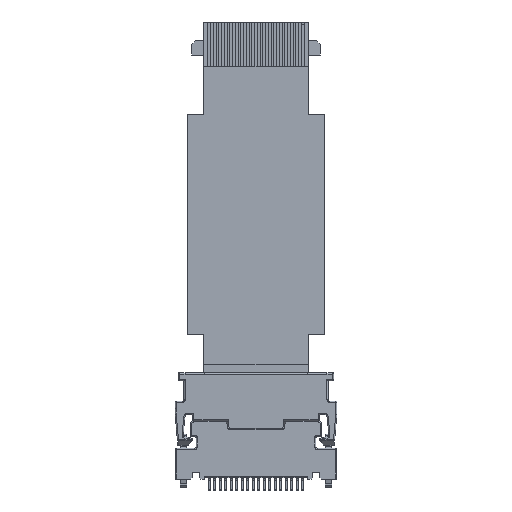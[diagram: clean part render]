
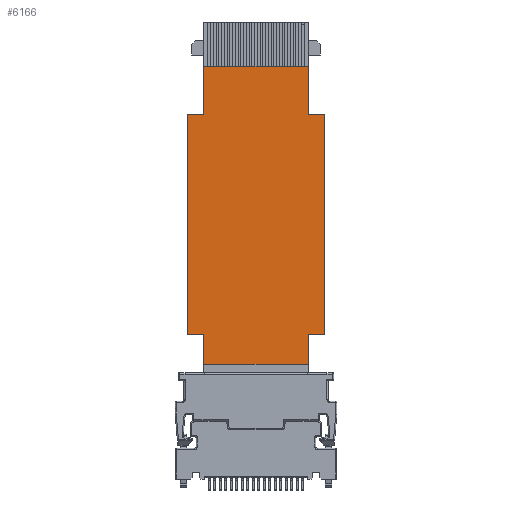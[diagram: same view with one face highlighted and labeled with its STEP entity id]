
A CAD part, top view. The second image highlights one B-rep face of the part: STEP entity #6166.
In plain terms, the highlighted face is planar.
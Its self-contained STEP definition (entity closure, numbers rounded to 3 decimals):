
#605 = EDGE_CURVE ( 'NONE', #24431, #3224, #38592, .T. ) ;
#756 = EDGE_CURVE ( 'NONE', #26185, #40557, #22677, .T. ) ;
#770 = CARTESIAN_POINT ( 'NONE',  ( 10., 13.5, 0. ) ) ;
#1343 = ORIENTED_EDGE ( 'NONE', *, *, #25907, .T. ) ;
#2473 = LINE ( 'NONE', #11368, #29387 ) ;
#2679 = EDGE_CURVE ( 'NONE', #38238, #29551, #22691, .T. ) ;
#2809 = CARTESIAN_POINT ( 'NONE',  ( 10., 2.49, 0. ) ) ;
#3090 = EDGE_CURVE ( 'NONE', #24431, #42140, #27450, .T. ) ;
#3224 = VERTEX_POINT ( 'NONE', #31122 ) ;
#4161 = VERTEX_POINT ( 'NONE', #33550 ) ;
#4289 = ORIENTED_EDGE ( 'NONE', *, *, #35656, .F. ) ;
#4325 = EDGE_CURVE ( 'NONE', #19227, #38238, #9313, .T. ) ;
#4426 = EDGE_CURVE ( 'NONE', #29551, #32780, #2473, .T. ) ;
#4804 = DIRECTION ( 'NONE',  ( 1., 0., 0. ) ) ;
#4829 = LINE ( 'NONE', #34294, #12730 ) ;
#5923 = ORIENTED_EDGE ( 'NONE', *, *, #15753, .T. ) ;
#6166 = ADVANCED_FACE ( 'NONE', ( #27630 ), #25060, .F. ) ;
#6190 = CIRCLE ( 'NONE', #18601, 0.1 ) ;
#6678 = VERTEX_POINT ( 'NONE', #15096 ) ;
#7743 = CARTESIAN_POINT ( 'NONE',  ( -21.9, 12.01, 0. ) ) ;
#8320 = CARTESIAN_POINT ( 'NONE',  ( -10., 12.01, 0. ) ) ;
#8409 = CARTESIAN_POINT ( 'NONE',  ( -10., 1., 0. ) ) ;
#9313 = LINE ( 'NONE', #38130, #20914 ) ;
#10767 = LINE ( 'NONE', #7743, #28739 ) ;
#11213 = DIRECTION ( 'NONE',  ( -1., 0., 0. ) ) ;
#11317 = ORIENTED_EDGE ( 'NONE', *, *, #15570, .T. ) ;
#11368 = CARTESIAN_POINT ( 'NONE',  ( -21.9, 2.49, 0. ) ) ;
#11555 = DIRECTION ( 'NONE',  ( 1., 0., 0. ) ) ;
#11721 = ORIENTED_EDGE ( 'NONE', *, *, #14116, .T. ) ;
#12730 = VECTOR ( 'NONE', #41386, 1000. ) ;
#12767 = LINE ( 'NONE', #770, #30194 ) ;
#13046 = VECTOR ( 'NONE', #11213, 1000. ) ;
#13341 = LINE ( 'NONE', #43705, #25510 ) ;
#13415 = CARTESIAN_POINT ( 'NONE',  ( 10., 12., 0. ) ) ;
#13644 = DIRECTION ( 'NONE',  ( 0., 0., -1. ) ) ;
#14116 = EDGE_CURVE ( 'NONE', #36596, #19227, #32249, .T. ) ;
#14760 = DIRECTION ( 'NONE',  ( -1., 0., 0. ) ) ;
#15096 = CARTESIAN_POINT ( 'NONE',  ( 14.4, 2.49, 0. ) ) ;
#15570 = EDGE_CURVE ( 'NONE', #26185, #42643, #20463, .T. ) ;
#15753 = EDGE_CURVE ( 'NONE', #32780, #40557, #6190, .T. ) ;
#16979 = CARTESIAN_POINT ( 'NONE',  ( -21.9, 11.91, 0. ) ) ;
#18601 = AXIS2_PLACEMENT_3D ( 'NONE', #24728, #13644, #34777 ) ;
#19002 = VECTOR ( 'NONE', #24353, 1000. ) ;
#19037 = EDGE_CURVE ( 'NONE', #6678, #42140, #13341, .T. ) ;
#19227 = VERTEX_POINT ( 'NONE', #37531 ) ;
#20080 = DIRECTION ( 'NONE',  ( 0., 1., 0. ) ) ;
#20463 = CIRCLE ( 'NONE', #42656, 0.1 ) ;
#20914 = VECTOR ( 'NONE', #14760, 1000. ) ;
#22172 = ORIENTED_EDGE ( 'NONE', *, *, #756, .F. ) ;
#22227 = AXIS2_PLACEMENT_3D ( 'NONE', #42467, #25348, #25207 ) ;
#22677 = LINE ( 'NONE', #34376, #19002 ) ;
#22691 = LINE ( 'NONE', #8409, #28001 ) ;
#22974 = CARTESIAN_POINT ( 'NONE',  ( -10., 2.49, 0. ) ) ;
#24353 = DIRECTION ( 'NONE',  ( 0., -1., 0. ) ) ;
#24431 = VERTEX_POINT ( 'NONE', #27045 ) ;
#24641 = EDGE_CURVE ( 'NONE', #6678, #36596, #39993, .T. ) ;
#24728 = CARTESIAN_POINT ( 'NONE',  ( -21.8, 2.59, 0. ) ) ;
#25060 = PLANE ( 'NONE',  #22227 ) ;
#25207 = DIRECTION ( 'NONE',  ( 1., 0., 0. ) ) ;
#25348 = DIRECTION ( 'NONE',  ( 0., 0., 1. ) ) ;
#25357 = ORIENTED_EDGE ( 'NONE', *, *, #4325, .T. ) ;
#25510 = VECTOR ( 'NONE', #20080, 1000. ) ;
#25907 = EDGE_CURVE ( 'NONE', #42643, #25978, #10767, .T. ) ;
#25978 = VERTEX_POINT ( 'NONE', #8320 ) ;
#26158 = ORIENTED_EDGE ( 'NONE', *, *, #605, .F. ) ;
#26185 = VERTEX_POINT ( 'NONE', #16979 ) ;
#27045 = CARTESIAN_POINT ( 'NONE',  ( 10., 12.01, 0. ) ) ;
#27450 = LINE ( 'NONE', #30687, #36425 ) ;
#27630 = FACE_OUTER_BOUND ( 'NONE', #35430, .T. ) ;
#27667 = EDGE_CURVE ( 'NONE', #3224, #4161, #12767, .T. ) ;
#28001 = VECTOR ( 'NONE', #35276, 1000. ) ;
#28056 = CARTESIAN_POINT ( 'NONE',  ( 14.4, 2.49, 0. ) ) ;
#28739 = VECTOR ( 'NONE', #4804, 1000. ) ;
#28798 = ORIENTED_EDGE ( 'NONE', *, *, #2679, .T. ) ;
#28838 = CARTESIAN_POINT ( 'NONE',  ( -21.8, 11.91, 0. ) ) ;
#29387 = VECTOR ( 'NONE', #35135, 1000. ) ;
#29551 = VERTEX_POINT ( 'NONE', #22974 ) ;
#29584 = VECTOR ( 'NONE', #37063, 1000. ) ;
#30194 = VECTOR ( 'NONE', #41634, 1000. ) ;
#30687 = CARTESIAN_POINT ( 'NONE',  ( 14.4, 12.01, 0. ) ) ;
#31122 = CARTESIAN_POINT ( 'NONE',  ( 10., 13.5, 0. ) ) ;
#31936 = DIRECTION ( 'NONE',  ( 0., 0., -1. ) ) ;
#32249 = LINE ( 'NONE', #39386, #36488 ) ;
#32356 = ORIENTED_EDGE ( 'NONE', *, *, #4426, .T. ) ;
#32780 = VERTEX_POINT ( 'NONE', #41262 ) ;
#33550 = CARTESIAN_POINT ( 'NONE',  ( -10., 13.5, 0. ) ) ;
#33636 = DIRECTION ( 'NONE',  ( 1., 0., 0. ) ) ;
#34218 = ORIENTED_EDGE ( 'NONE', *, *, #19037, .F. ) ;
#34294 = CARTESIAN_POINT ( 'NONE',  ( -10., 13.5, 0. ) ) ;
#34376 = CARTESIAN_POINT ( 'NONE',  ( -21.9, 12., 0. ) ) ;
#34777 = DIRECTION ( 'NONE',  ( 1., 0., 0. ) ) ;
#35082 = CARTESIAN_POINT ( 'NONE',  ( -21.8, 12.01, 0. ) ) ;
#35135 = DIRECTION ( 'NONE',  ( -1., 0., 0. ) ) ;
#35276 = DIRECTION ( 'NONE',  ( 0., 1., 0. ) ) ;
#35430 = EDGE_LOOP ( 'NONE', ( #32356, #5923, #22172, #11317, #1343, #4289, #36895, #26158, #42189, #34218, #35629, #11721, #25357, #28798 ) ) ;
#35629 = ORIENTED_EDGE ( 'NONE', *, *, #24641, .T. ) ;
#35656 = EDGE_CURVE ( 'NONE', #4161, #25978, #4829, .T. ) ;
#36388 = CARTESIAN_POINT ( 'NONE',  ( -10., 1., 0. ) ) ;
#36425 = VECTOR ( 'NONE', #33636, 1000. ) ;
#36488 = VECTOR ( 'NONE', #42758, 1000. ) ;
#36596 = VERTEX_POINT ( 'NONE', #2809 ) ;
#36895 = ORIENTED_EDGE ( 'NONE', *, *, #27667, .F. ) ;
#37063 = DIRECTION ( 'NONE',  ( 0., 1., 0. ) ) ;
#37531 = CARTESIAN_POINT ( 'NONE',  ( 10., 1., 0. ) ) ;
#38130 = CARTESIAN_POINT ( 'NONE',  ( 10., 1., 0. ) ) ;
#38238 = VERTEX_POINT ( 'NONE', #36388 ) ;
#38549 = CARTESIAN_POINT ( 'NONE',  ( 14.4, 12.01, 0. ) ) ;
#38592 = LINE ( 'NONE', #13415, #29584 ) ;
#39386 = CARTESIAN_POINT ( 'NONE',  ( 10., 2.5, 0. ) ) ;
#39751 = CARTESIAN_POINT ( 'NONE',  ( -21.9, 2.59, 0. ) ) ;
#39993 = LINE ( 'NONE', #28056, #13046 ) ;
#40557 = VERTEX_POINT ( 'NONE', #39751 ) ;
#41262 = CARTESIAN_POINT ( 'NONE',  ( -21.8, 2.49, 0. ) ) ;
#41386 = DIRECTION ( 'NONE',  ( 0., -1., 0. ) ) ;
#41634 = DIRECTION ( 'NONE',  ( -1., 0., 0. ) ) ;
#42140 = VERTEX_POINT ( 'NONE', #38549 ) ;
#42189 = ORIENTED_EDGE ( 'NONE', *, *, #3090, .T. ) ;
#42467 = CARTESIAN_POINT ( 'NONE',  ( 0., 0., 0. ) ) ;
#42643 = VERTEX_POINT ( 'NONE', #35082 ) ;
#42656 = AXIS2_PLACEMENT_3D ( 'NONE', #28838, #31936, #11555 ) ;
#42758 = DIRECTION ( 'NONE',  ( 0., -1., 0. ) ) ;
#43705 = CARTESIAN_POINT ( 'NONE',  ( 14.4, 1.5, 0. ) ) ;
